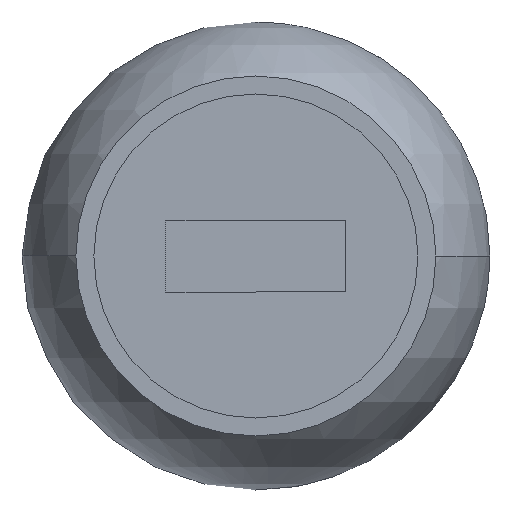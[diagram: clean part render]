
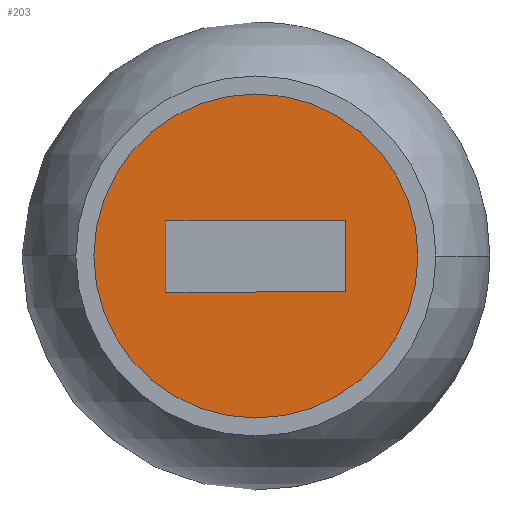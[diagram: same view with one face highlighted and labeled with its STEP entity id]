
A CAD part, front view. The second image highlights one B-rep face of the part: STEP entity #203.
In plain terms, the highlighted planar face has unit normal (0, -1, 0).
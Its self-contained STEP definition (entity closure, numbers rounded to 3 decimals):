
#6 = CARTESIAN_POINT ( 'NONE',  ( 4.5, -117.929, 0. ) ) ;
#16 = VERTEX_POINT ( 'NONE', #189 ) ;
#42 = ORIENTED_EDGE ( 'NONE', *, *, #223, .F. ) ;
#47 = CARTESIAN_POINT ( 'NONE',  ( -2.5, -117.929, 1. ) ) ;
#52 = CARTESIAN_POINT ( 'NONE',  ( -2.5, -117.929, 1. ) ) ;
#56 = ORIENTED_EDGE ( 'NONE', *, *, #226, .F. ) ;
#58 = EDGE_CURVE ( 'NONE', #317, #112, #246, .T. ) ;
#69 = CARTESIAN_POINT ( 'NONE',  ( 2.5, -117.929, 1. ) ) ;
#90 = VERTEX_POINT ( 'NONE', #522 ) ;
#91 = CARTESIAN_POINT ( 'NONE',  ( -2.5, -117.929, -1. ) ) ;
#108 = ORIENTED_EDGE ( 'NONE', *, *, #58, .F. ) ;
#112 = VERTEX_POINT ( 'NONE', #243 ) ;
#122 = DIRECTION ( 'NONE',  ( 0., -1., 0. ) ) ;
#123 = PLANE ( 'NONE',  #347 ) ;
#128 = DIRECTION ( 'NONE',  ( 0., -1., 0. ) ) ;
#129 = DIRECTION ( 'NONE',  ( 0., 0., -1. ) ) ;
#135 = VECTOR ( 'NONE', #195, 1000. ) ;
#161 = DIRECTION ( 'NONE',  ( 0., 0., -1. ) ) ;
#164 = VERTEX_POINT ( 'NONE', #47 ) ;
#170 = EDGE_CURVE ( 'NONE', #112, #514, #227, .T. ) ;
#189 = CARTESIAN_POINT ( 'NONE',  ( 0., -117.929, -4.5 ) ) ;
#195 = DIRECTION ( 'NONE',  ( 0., 0., 1. ) ) ;
#203 = ADVANCED_FACE ( 'NONE', ( #357, #459 ), #123, .T. ) ;
#212 = CARTESIAN_POINT ( 'NONE',  ( 0., -117.929, 0. ) ) ;
#223 = EDGE_CURVE ( 'NONE', #164, #317, #348, .T. ) ;
#226 = EDGE_CURVE ( 'NONE', #514, #164, #262, .T. ) ;
#227 = LINE ( 'NONE', #454, #135 ) ;
#235 = EDGE_CURVE ( 'NONE', #90, #16, #417, .T. ) ;
#240 = ORIENTED_EDGE ( 'NONE', *, *, #170, .F. ) ;
#243 = CARTESIAN_POINT ( 'NONE',  ( 2.5, -117.929, -1. ) ) ;
#246 = LINE ( 'NONE', #407, #331 ) ;
#250 = CARTESIAN_POINT ( 'NONE',  ( 0., -117.929, 0. ) ) ;
#254 = CARTESIAN_POINT ( 'NONE',  ( -2.5, -117.929, 1. ) ) ;
#255 = ORIENTED_EDGE ( 'NONE', *, *, #340, .T. ) ;
#262 = LINE ( 'NONE', #52, #485 ) ;
#263 = EDGE_LOOP ( 'NONE', ( #42, #56, #240, #108 ) ) ;
#312 = ORIENTED_EDGE ( 'NONE', *, *, #235, .T. ) ;
#317 = VERTEX_POINT ( 'NONE', #91 ) ;
#321 = AXIS2_PLACEMENT_3D ( 'NONE', #250, #128, #129 ) ;
#322 = DIRECTION ( 'NONE',  ( 1., 0., 0. ) ) ;
#331 = VECTOR ( 'NONE', #322, 1000. ) ;
#340 = EDGE_CURVE ( 'NONE', #16, #90, #509, .T. ) ;
#347 = AXIS2_PLACEMENT_3D ( 'NONE', #6, #122, #498 ) ;
#348 = LINE ( 'NONE', #254, #387 ) ;
#349 = EDGE_LOOP ( 'NONE', ( #255, #312 ) ) ;
#357 = FACE_BOUND ( 'NONE', #263, .T. ) ;
#387 = VECTOR ( 'NONE', #161, 1000. ) ;
#392 = DIRECTION ( 'NONE',  ( 0., -1., 0. ) ) ;
#407 = CARTESIAN_POINT ( 'NONE',  ( -2.5, -117.929, -1. ) ) ;
#417 = CIRCLE ( 'NONE', #321, 4.5 ) ;
#454 = CARTESIAN_POINT ( 'NONE',  ( 2.5, -117.929, 1. ) ) ;
#459 = FACE_OUTER_BOUND ( 'NONE', #349, .T. ) ;
#472 = DIRECTION ( 'NONE',  ( 0., 0., -1. ) ) ;
#485 = VECTOR ( 'NONE', #506, 1000. ) ;
#488 = AXIS2_PLACEMENT_3D ( 'NONE', #212, #392, #472 ) ;
#498 = DIRECTION ( 'NONE',  ( 0., 0., -1. ) ) ;
#506 = DIRECTION ( 'NONE',  ( -1., 0., 0. ) ) ;
#509 = CIRCLE ( 'NONE', #488, 4.5 ) ;
#514 = VERTEX_POINT ( 'NONE', #69 ) ;
#522 = CARTESIAN_POINT ( 'NONE',  ( 0., -117.929, 4.5 ) ) ;
